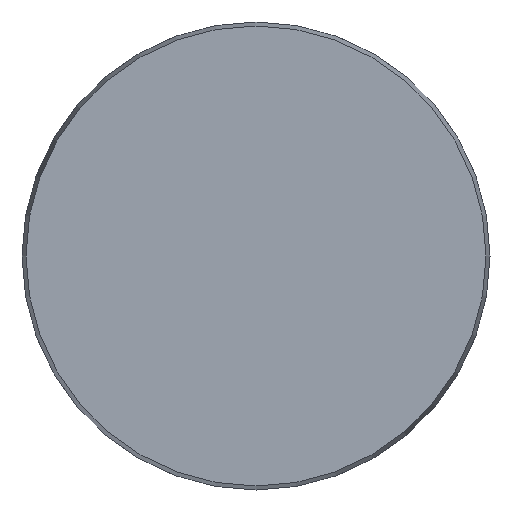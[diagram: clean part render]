
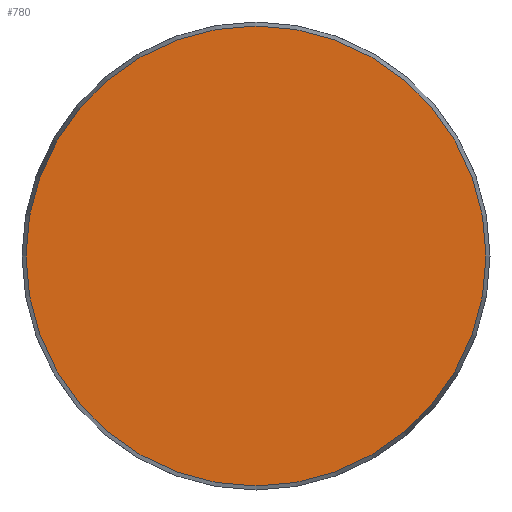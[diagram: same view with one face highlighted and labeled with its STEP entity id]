
A CAD part, front view. The second image highlights one B-rep face of the part: STEP entity #780.
In plain terms, the highlighted planar face has unit normal (0, -1, 0).
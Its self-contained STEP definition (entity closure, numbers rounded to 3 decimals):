
#67 = CIRCLE ( 'NONE', #712, 49.143 ) ;
#95 = CARTESIAN_POINT ( 'NONE',  ( -49.143, 0., 0. ) ) ;
#155 = EDGE_LOOP ( 'NONE', ( #608 ) ) ;
#173 = DIRECTION ( 'NONE',  ( 0., 0., -1. ) ) ;
#184 = VERTEX_POINT ( 'NONE', #303 ) ;
#209 = DIRECTION ( 'NONE',  ( 0., 1., 0. ) ) ;
#233 = FACE_OUTER_BOUND ( 'NONE', #155, .T. ) ;
#303 = CARTESIAN_POINT ( 'NONE',  ( 0., 0., -49.143 ) ) ;
#415 = PLANE ( 'NONE',  #779 ) ;
#462 = DIRECTION ( 'NONE',  ( 0., 0., 1. ) ) ;
#519 = CARTESIAN_POINT ( 'NONE',  ( 0., 0., 0. ) ) ;
#608 = ORIENTED_EDGE ( 'NONE', *, *, #795, .T. ) ;
#712 = AXIS2_PLACEMENT_3D ( 'NONE', #519, #772, #173 ) ;
#772 = DIRECTION ( 'NONE',  ( 0., -1., 0. ) ) ;
#779 = AXIS2_PLACEMENT_3D ( 'NONE', #95, #209, #462 ) ;
#780 = ADVANCED_FACE ( 'NONE', ( #233 ), #415, .F. ) ;
#795 = EDGE_CURVE ( 'NONE', #184, #184, #67, .T. ) ;
